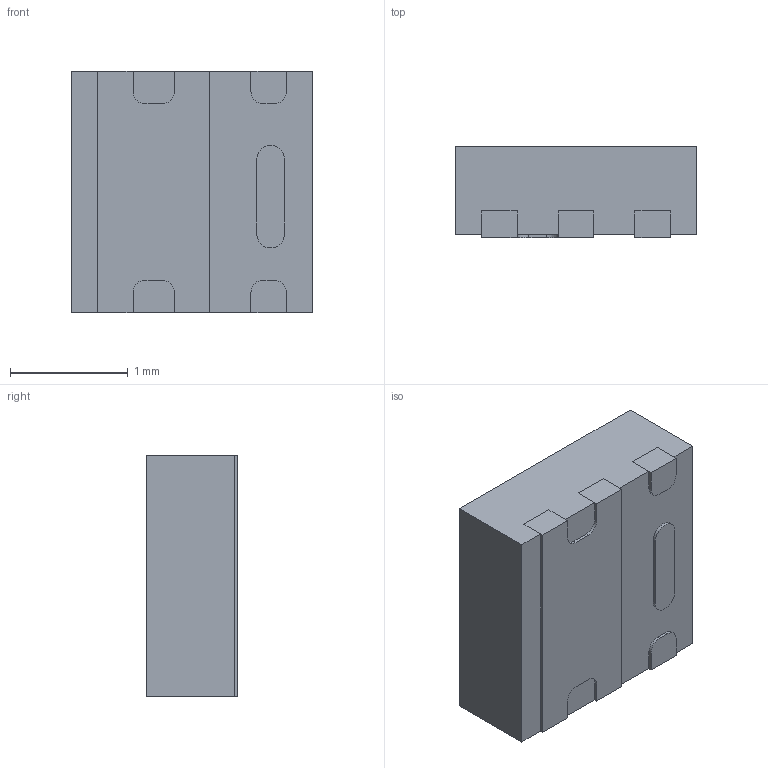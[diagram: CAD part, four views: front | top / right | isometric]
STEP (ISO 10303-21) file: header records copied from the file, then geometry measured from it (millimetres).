
FILE_DESCRIPTION (( 'STEP AP214' ), '1' );
FILE_NAME ('User Library-SC70-6L.STEP', '2018-03-29T18:10:03', ( '' ), ( '' ), 'SwSTEP 2.0', 'SolidWorks 2018', '' );
FILE_SCHEMA (( 'AUTOMOTIVE_DESIGN' ));
Length unit declared in the file: millimetre
Products named in the file (1): User Library-SC70-6L
Bounding box: 2.05 x 0.78 x 2.05 mm (x, y, z)
Volume: 3.2 mm3; surface area: 22.8 mm2
Topology: 5 solids, 5 shells, 82 faces, 212 edges, 142 vertices
Faces by surface type: plane 60, cylinder 22
Entity records: 3030 total; most frequent: CARTESIAN_POINT 437, ORIENTED_EDGE 424, DIRECTION 424, EDGE_CURVE 212, VECTOR 166, LINE 166, VERTEX_POINT 142, AXIS2_PLACEMENT_3D 129
